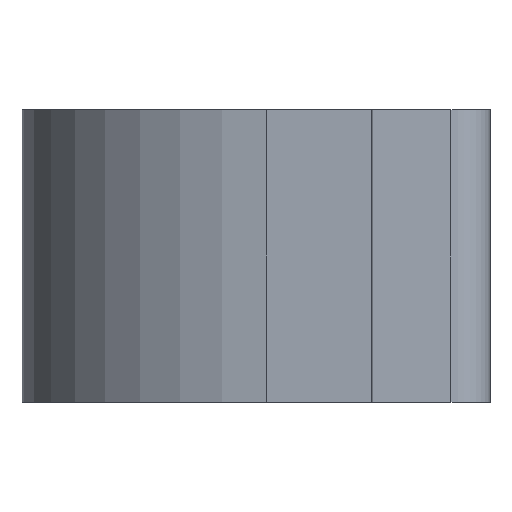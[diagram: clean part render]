
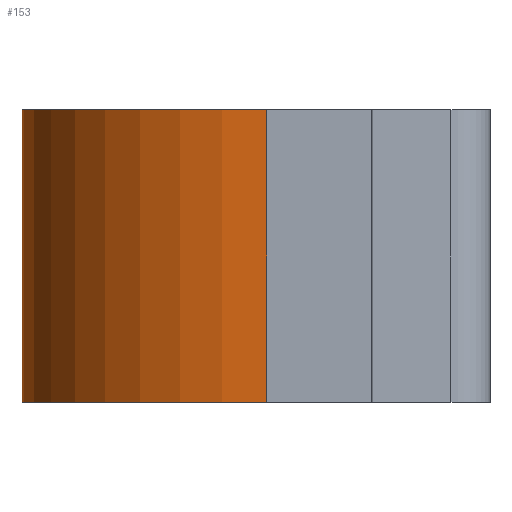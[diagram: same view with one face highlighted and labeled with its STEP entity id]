
A CAD part, left-side view. The second image highlights one B-rep face of the part: STEP entity #153.
In plain terms, the highlighted cylindrical face has radius 13.5 mm (diameter 27 mm), a partial arc.
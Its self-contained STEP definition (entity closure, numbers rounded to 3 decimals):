
#16 = VERTEX_POINT ( 'NONE', #340 ) ;
#19 = DIRECTION ( 'NONE',  ( 0., 0., -1. ) ) ;
#33 = EDGE_CURVE ( 'NONE', #239, #16, #120, .T. ) ;
#34 = EDGE_CURVE ( 'NONE', #532, #404, #98, .T. ) ;
#64 = CYLINDRICAL_SURFACE ( 'NONE', #361, 13.5 ) ;
#96 = VECTOR ( 'NONE', #19, 1000. ) ;
#98 = CIRCLE ( 'NONE', #463, 13.5 ) ;
#101 = FACE_OUTER_BOUND ( 'NONE', #329, .T. ) ;
#107 = CARTESIAN_POINT ( 'NONE',  ( 13.5, 0., -7.5 ) ) ;
#120 = CIRCLE ( 'NONE', #518, 13.5 ) ;
#153 = ADVANCED_FACE ( 'NONE', ( #101 ), #64, .T. ) ;
#157 = LINE ( 'NONE', #408, #96 ) ;
#160 = ORIENTED_EDGE ( 'NONE', *, *, #588, .T. ) ;
#165 = CARTESIAN_POINT ( 'NONE',  ( 0., 0., -7.5 ) ) ;
#166 = EDGE_CURVE ( 'NONE', #404, #16, #157, .T. ) ;
#179 = ORIENTED_EDGE ( 'NONE', *, *, #34, .F. ) ;
#231 = LINE ( 'NONE', #440, #613 ) ;
#239 = VERTEX_POINT ( 'NONE', #107 ) ;
#260 = CARTESIAN_POINT ( 'NONE',  ( -13.467, 0.942, 7.5 ) ) ;
#329 = EDGE_LOOP ( 'NONE', ( #541, #507, #179, #160 ) ) ;
#340 = CARTESIAN_POINT ( 'NONE',  ( -13.467, 0.942, -7.5 ) ) ;
#361 = AXIS2_PLACEMENT_3D ( 'NONE', #364, #386, #439 ) ;
#364 = CARTESIAN_POINT ( 'NONE',  ( 0., 0., 7.5 ) ) ;
#386 = DIRECTION ( 'NONE',  ( 0., 0., -1. ) ) ;
#404 = VERTEX_POINT ( 'NONE', #260 ) ;
#408 = CARTESIAN_POINT ( 'NONE',  ( -13.467, 0.942, 7.5 ) ) ;
#428 = DIRECTION ( 'NONE',  ( 0., 0., -1. ) ) ;
#439 = DIRECTION ( 'NONE',  ( -1., 0., 0. ) ) ;
#440 = CARTESIAN_POINT ( 'NONE',  ( 13.5, 0., 7.5 ) ) ;
#463 = AXIS2_PLACEMENT_3D ( 'NONE', #583, #579, #573 ) ;
#507 = ORIENTED_EDGE ( 'NONE', *, *, #166, .F. ) ;
#518 = AXIS2_PLACEMENT_3D ( 'NONE', #165, #595, #593 ) ;
#532 = VERTEX_POINT ( 'NONE', #608 ) ;
#541 = ORIENTED_EDGE ( 'NONE', *, *, #33, .T. ) ;
#573 = DIRECTION ( 'NONE',  ( 1., 0., 0. ) ) ;
#579 = DIRECTION ( 'NONE',  ( 0., 0., 1. ) ) ;
#583 = CARTESIAN_POINT ( 'NONE',  ( 0., 0., 7.5 ) ) ;
#588 = EDGE_CURVE ( 'NONE', #532, #239, #231, .T. ) ;
#593 = DIRECTION ( 'NONE',  ( 1., 0., 0. ) ) ;
#595 = DIRECTION ( 'NONE',  ( 0., 0., 1. ) ) ;
#608 = CARTESIAN_POINT ( 'NONE',  ( 13.5, 0., 7.5 ) ) ;
#613 = VECTOR ( 'NONE', #428, 1000. ) ;
